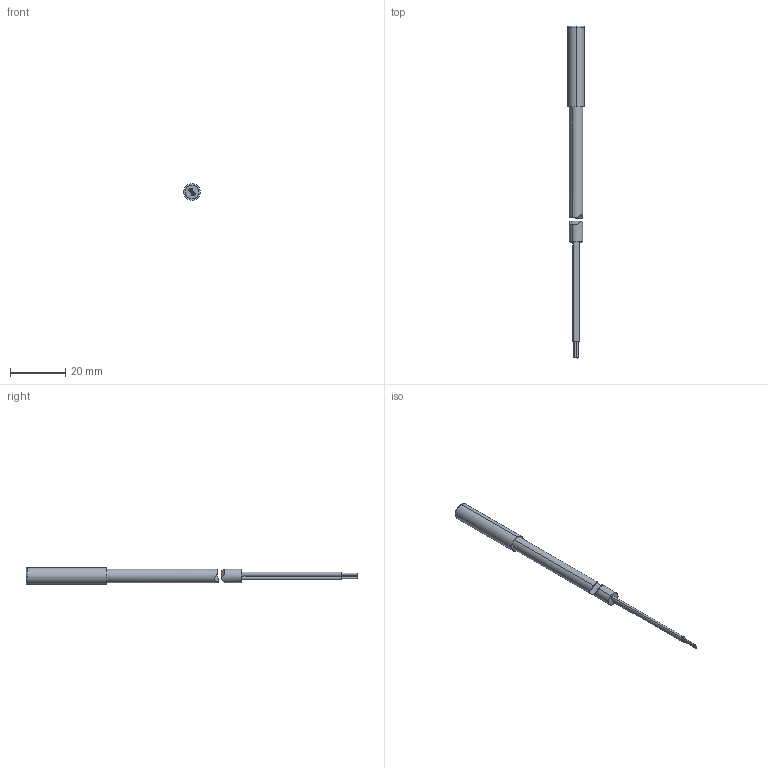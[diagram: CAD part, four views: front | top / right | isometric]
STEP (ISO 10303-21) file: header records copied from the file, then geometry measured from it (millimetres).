
FILE_DESCRIPTION (( 'STEP AP214' ), '1' );
FILE_NAME ('A061.STEP', '2021-12-29T16:12:16', ( '' ), ( '' ), 'SwSTEP 2.0', 'SolidWorks 2021', '' );
FILE_SCHEMA (( 'AUTOMOTIVE_DESIGN' ));
Length unit declared in the file: millimetre
Products named in the file (3): A061; Cavo 1PDA; 1A06 10 VE 0000_corpo pieno
Assembly tree (2 placements, depth 2):
  A061
    1A06 10 VE 0000_corpo pieno
    Cavo 1PDA
Bounding box: 6 x 120.2 x 6 mm (x, y, z)
Volume: 1850.6 mm3; surface area: 1782.6 mm2
Topology: 3 solids, 3 shells, 26 faces, 46 edges, 30 vertices
Faces by surface type: cylinder 14, plane 8, torus 2, bspline 2
Entity records: 1079 total; most frequent: CARTESIAN_POINT 285, DIRECTION 128, ORIENTED_EDGE 92, AXIS2_PLACEMENT_3D 57, EDGE_CURVE 46, EDGE_LOOP 30, VERTEX_POINT 30, CIRCLE 28
